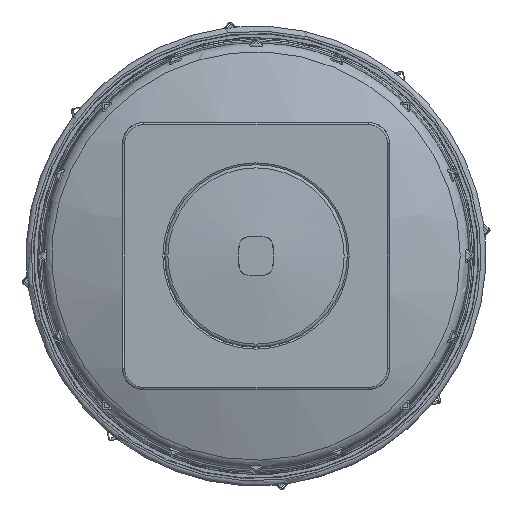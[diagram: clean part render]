
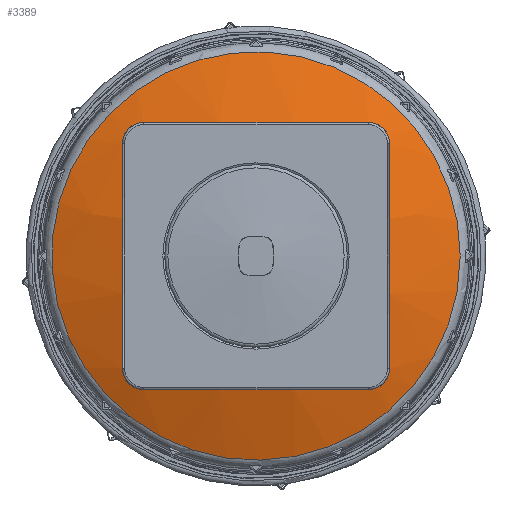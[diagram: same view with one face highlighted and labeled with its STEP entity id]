
A CAD part, front view. The second image highlights one B-rep face of the part: STEP entity #3389.
In plain terms, the highlighted spherical face has radius 80 mm.
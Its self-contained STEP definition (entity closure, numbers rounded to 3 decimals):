
#296=CARTESIAN_POINT('',(-16.,-2.465,19.0));
#297=VERTEX_POINT('',#296);
#304=CARTESIAN_POINT('',(-19.,-2.465,16.));
#305=VERTEX_POINT('',#304);
#306=CARTESIAN_POINT('',(-19.,-2.465,16.0));
#307=CARTESIAN_POINT('',(-19.,-2.463,16.008));
#308=CARTESIAN_POINT('',(-19.,-2.461,16.017));
#309=CARTESIAN_POINT('',(-18.997,-2.383,16.393));
#310=CARTESIAN_POINT('',(-18.922,-2.315,16.788));
#311=CARTESIAN_POINT('',(-18.617,-2.225,17.52));
#312=CARTESIAN_POINT('',(-18.387,-2.203,17.856));
#313=CARTESIAN_POINT('',(-18.121,-2.203,18.121));
#314=CARTESIAN_POINT('',(-17.856,-2.203,18.387));
#315=CARTESIAN_POINT('',(-17.52,-2.225,18.617));
#316=CARTESIAN_POINT('',(-16.788,-2.315,18.922));
#317=CARTESIAN_POINT('',(-16.393,-2.383,18.997));
#318=CARTESIAN_POINT('',(-16.017,-2.461,19.));
#319=CARTESIAN_POINT('',(-16.008,-2.463,19.0));
#320=CARTESIAN_POINT('',(-16.,-2.465,19.0));
#321=B_SPLINE_CURVE_WITH_KNOTS('',3,(#306,#307,#308,#309,#310,#311,#312,#313,#314,#315,#316,#317,#318,#319,#320),.UNSPECIFIED.,.F.,.U.,(4,2,2,3,2,2,4),(-0.228,-0.226,-0.113,0.0,0.113,0.226,0.228),.UNSPECIFIED.);
#322=EDGE_CURVE('',#297,#305,#321,.F.);
#339=CARTESIAN_POINT('',(16.0,-2.465,19.0));
#340=VERTEX_POINT('',#339);
#347=CARTESIAN_POINT('',(0.0,73.581,19.0));
#348=DIRECTION('',(0.0,0.0,1.0));
#349=DIRECTION('',(0.0,1.0,0.0));
#350=AXIS2_PLACEMENT_3D('',#347,#348,#349);
#351=CIRCLE('',#350,77.711);
#352=EDGE_CURVE('',#297,#340,#351,.T.);
#364=CARTESIAN_POINT('',(19.0,-2.465,16.));
#365=VERTEX_POINT('',#364);
#372=CARTESIAN_POINT('',(16.,-2.465,19.0));
#373=CARTESIAN_POINT('',(16.008,-2.463,19.0));
#374=CARTESIAN_POINT('',(16.017,-2.461,19.));
#375=CARTESIAN_POINT('',(16.393,-2.383,18.997));
#376=CARTESIAN_POINT('',(16.788,-2.315,18.922));
#377=CARTESIAN_POINT('',(17.52,-2.225,18.617));
#378=CARTESIAN_POINT('',(17.856,-2.203,18.387));
#379=CARTESIAN_POINT('',(18.121,-2.203,18.121));
#380=CARTESIAN_POINT('',(18.387,-2.203,17.856));
#381=CARTESIAN_POINT('',(18.617,-2.225,17.52));
#382=CARTESIAN_POINT('',(18.922,-2.315,16.788));
#383=CARTESIAN_POINT('',(18.997,-2.383,16.393));
#384=CARTESIAN_POINT('',(19.,-2.461,16.017));
#385=CARTESIAN_POINT('',(19.0,-2.463,16.008));
#386=CARTESIAN_POINT('',(19.0,-2.465,16.0));
#387=B_SPLINE_CURVE_WITH_KNOTS('',3,(#372,#373,#374,#375,#376,#377,#378,#379,#380,#381,#382,#383,#384,#385,#386),.UNSPECIFIED.,.F.,.U.,(4,2,2,3,2,2,4),(-0.228,-0.226,-0.113,0.0,0.113,0.226,0.228),.UNSPECIFIED.);
#388=EDGE_CURVE('',#365,#340,#387,.F.);
#405=CARTESIAN_POINT('',(19.0,-2.465,-16.0));
#406=VERTEX_POINT('',#405);
#413=CARTESIAN_POINT('',(19.0,73.581,0.0));
#414=DIRECTION('',(1.0,0.0,0.0));
#415=DIRECTION('',(0.0,0.0,1.0));
#416=AXIS2_PLACEMENT_3D('',#413,#414,#415);
#417=CIRCLE('',#416,77.711);
#418=EDGE_CURVE('',#365,#406,#417,.T.);
#2809=CARTESIAN_POINT('',(29.063,-0.953,0.));
#2810=VERTEX_POINT('',#2809);
#2811=CARTESIAN_POINT('',(0.0,-0.953,0.0));
#2812=DIRECTION('',(0.0,1.0,0.0));
#2813=DIRECTION('',(-1.0,0.0,0.0));
#2814=AXIS2_PLACEMENT_3D('',#2811,#2812,#2813);
#2815=CIRCLE('',#2814,29.063);
#2816=EDGE_CURVE('',#2810,#2810,#2815,.T.);
#3319=CARTESIAN_POINT('',(0.0,73.581,0.0));
#3320=DIRECTION('',(0.0,0.0,1.0));
#3321=DIRECTION('',(1.0,0.0,0.0));
#3322=AXIS2_PLACEMENT_3D('',#3319,#3320,#3321);
#3323=SPHERICAL_SURFACE('',#3322,80.0);
#3324=CARTESIAN_POINT('',(-19.,-2.465,-16.0));
#3325=VERTEX_POINT('',#3324);
#3326=CARTESIAN_POINT('',(-19.,73.581,0.0));
#3327=DIRECTION('',(-1.0,0.0,0.0));
#3328=DIRECTION('',(0.0,0.0,-1.0));
#3329=AXIS2_PLACEMENT_3D('',#3326,#3327,#3328);
#3330=CIRCLE('',#3329,77.711);
#3331=EDGE_CURVE('',#3325,#305,#3330,.T.);
#3332=ORIENTED_EDGE('',*,*,#3331,.T.);
#3333=ORIENTED_EDGE('',*,*,#322,.F.);
#3334=ORIENTED_EDGE('',*,*,#352,.T.);
#3335=ORIENTED_EDGE('',*,*,#388,.F.);
#3336=ORIENTED_EDGE('',*,*,#418,.T.);
#3337=CARTESIAN_POINT('',(16.0,-2.465,-19.0));
#3338=VERTEX_POINT('',#3337);
#3339=CARTESIAN_POINT('',(19.0,-2.465,-16.));
#3340=CARTESIAN_POINT('',(19.0,-2.463,-16.008));
#3341=CARTESIAN_POINT('',(19.,-2.461,-16.017));
#3342=CARTESIAN_POINT('',(18.997,-2.383,-16.393));
#3343=CARTESIAN_POINT('',(18.922,-2.315,-16.788));
#3344=CARTESIAN_POINT('',(18.617,-2.225,-17.52));
#3345=CARTESIAN_POINT('',(18.387,-2.203,-17.856));
#3346=CARTESIAN_POINT('',(18.121,-2.203,-18.121));
#3347=CARTESIAN_POINT('',(17.856,-2.203,-18.387));
#3348=CARTESIAN_POINT('',(17.52,-2.225,-18.617));
#3349=CARTESIAN_POINT('',(16.788,-2.315,-18.922));
#3350=CARTESIAN_POINT('',(16.393,-2.383,-18.997));
#3351=CARTESIAN_POINT('',(16.017,-2.461,-19.));
#3352=CARTESIAN_POINT('',(16.008,-2.463,-19.0));
#3353=CARTESIAN_POINT('',(16.,-2.465,-19.0));
#3354=B_SPLINE_CURVE_WITH_KNOTS('',3,(#3339,#3340,#3341,#3342,#3343,#3344,#3345,#3346,#3347,#3348,#3349,#3350,#3351,#3352,#3353),.UNSPECIFIED.,.F.,.U.,(4,2,2,3,2,2,4),(-0.228,-0.226,-0.113,0.0,0.113,0.226,0.228),.UNSPECIFIED.);
#3355=EDGE_CURVE('',#3338,#406,#3354,.F.);
#3356=ORIENTED_EDGE('',*,*,#3355,.F.);
#3357=CARTESIAN_POINT('',(-16.,-2.465,-19.0));
#3358=VERTEX_POINT('',#3357);
#3359=CARTESIAN_POINT('',(0.0,73.581,-19.0));
#3360=DIRECTION('',(0.0,0.0,-1.0));
#3361=DIRECTION('',(0.0,-1.0,0.0));
#3362=AXIS2_PLACEMENT_3D('',#3359,#3360,#3361);
#3363=CIRCLE('',#3362,77.711);
#3364=EDGE_CURVE('',#3338,#3358,#3363,.T.);
#3365=ORIENTED_EDGE('',*,*,#3364,.T.);
#3366=CARTESIAN_POINT('',(-16.,-2.465,-19.0));
#3367=CARTESIAN_POINT('',(-16.008,-2.463,-19.0));
#3368=CARTESIAN_POINT('',(-16.017,-2.461,-19.));
#3369=CARTESIAN_POINT('',(-16.393,-2.383,-18.997));
#3370=CARTESIAN_POINT('',(-16.788,-2.315,-18.922));
#3371=CARTESIAN_POINT('',(-17.52,-2.225,-18.617));
#3372=CARTESIAN_POINT('',(-17.856,-2.203,-18.387));
#3373=CARTESIAN_POINT('',(-18.121,-2.203,-18.121));
#3374=CARTESIAN_POINT('',(-18.387,-2.203,-17.856));
#3375=CARTESIAN_POINT('',(-18.617,-2.225,-17.52));
#3376=CARTESIAN_POINT('',(-18.922,-2.315,-16.788));
#3377=CARTESIAN_POINT('',(-18.997,-2.383,-16.393));
#3378=CARTESIAN_POINT('',(-19.,-2.461,-16.017));
#3379=CARTESIAN_POINT('',(-19.,-2.463,-16.008));
#3380=CARTESIAN_POINT('',(-19.,-2.465,-16.));
#3381=B_SPLINE_CURVE_WITH_KNOTS('',3,(#3366,#3367,#3368,#3369,#3370,#3371,#3372,#3373,#3374,#3375,#3376,#3377,#3378,#3379,#3380),.UNSPECIFIED.,.F.,.U.,(4,2,2,3,2,2,4),(-0.228,-0.226,-0.113,0.0,0.113,0.226,0.228),.UNSPECIFIED.);
#3382=EDGE_CURVE('',#3325,#3358,#3381,.F.);
#3383=ORIENTED_EDGE('',*,*,#3382,.F.);
#3384=EDGE_LOOP('',(#3332,#3333,#3334,#3335,#3336,#3356,#3365,#3383));
#3385=FACE_OUTER_BOUND('',#3384,.T.);
#3386=ORIENTED_EDGE('',*,*,#2816,.F.);
#3387=EDGE_LOOP('',(#3386));
#3388=FACE_BOUND('',#3387,.T.);
#3389=ADVANCED_FACE('',(#3385,#3388),#3323,.T.);
